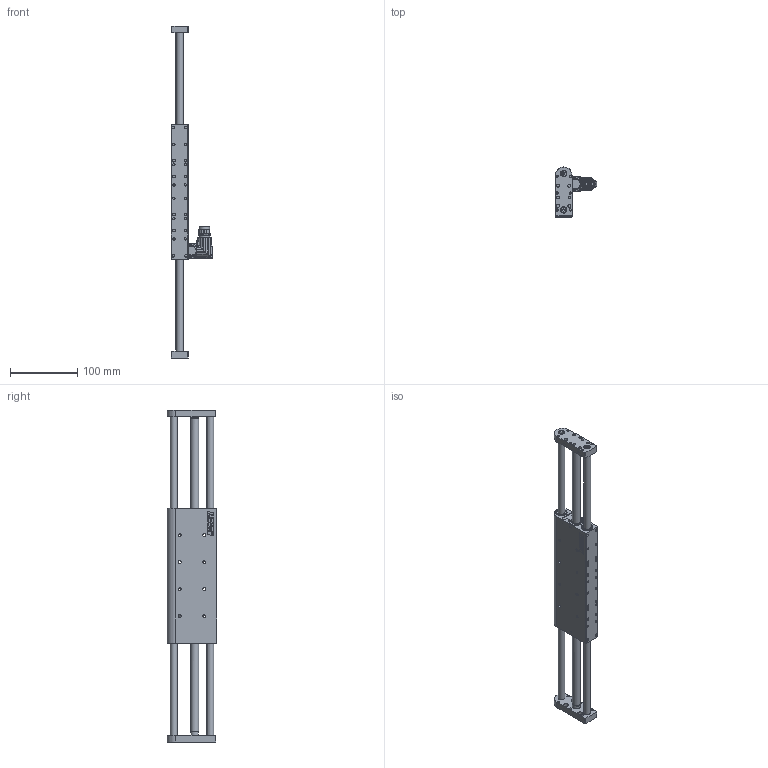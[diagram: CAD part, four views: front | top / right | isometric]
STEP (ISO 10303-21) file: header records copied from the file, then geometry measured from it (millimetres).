
FILE_DESCRIPTION (( 'STEP AP214' ), '1' );
FILE_NAME ('0186-2125_250204_DM01-23x160H-XP-R-270.STEP', '2025-02-04T08:57:46', ( '' ), ( '' ), 'SwSTEP 2.0', 'SolidWorks 2024', '' );
FILE_SCHEMA (( 'AUTOMOTIVE_DESIGN' ));
Length unit declared in the file: millimetre
Products named in the file (20): 0180-1530_DL01-10x...-2M5_DL01-10x476; Läufer_beweglich_DM01-23x160H-XP-R-270; 112739-7; 0230-1137_Gew.-Stift_I-6kt_R-sch_M4x4_INOX_A4; 0186-2125_250204_DM01-23x160H-XP-R-270; 0230-0035_zyl.-schr._i-6kt_M5x14_8.8_v-b; 0230-1088_Gew.-Stift_I-6kt_K-k_M2,5x3_INOX; DSB01k-23x200; 0186-2271_PL01-12x480!440-XP; 0150-4086_PAW01-12-LF_PAW01-12; MC01-Rw!m_fuss_Fuss; 0180-2699_DM01k-23-AGS; 0230-0332_Lins.-Schr_I-6rd_M2.5x6_INOX-Tuf; 0230-1198_Gew.-Stift_I-6kt_K-k_M6x6_v-b; 0150-3128_MC01-Rw!m_GANZ; 0230-0680_Zyl.-Schr_I-6kt_n-K_M5x14_8.8_v-b; 0230-0691_Linearkugellager_LBBR_12-LS-LGFP; DM01h-23x160H-XP-R; 0180-1841_DM01k-23-H; 0180-1484_DM01k-23
Assembly tree (38 placements, depth 4):
  0186-2125_250204_DM01-23x160H-XP-R-270
    DM01h-23x160H-XP-R
      DSB01k-23x200
      0230-1137_Gew.-Stift_I-6kt_R-sch_M4x4_INOX_A4  x5
      0150-3128_MC01-Rw!m_GANZ
        112739-7
        MC01-Rw!m_fuss_Fuss
      0230-0332_Lins.-Schr_I-6rd_M2.5x6_INOX-Tuf  x4
      0230-0691_Linearkugellager_LBBR_12-LS-LGFP  x4
      0180-2699_DM01k-23-AGS  x2
      0150-4086_PAW01-12-LF_PAW01-12  x2
      0230-1088_Gew.-Stift_I-6kt_K-k_M2,5x3_INOX
      0230-1198_Gew.-Stift_I-6kt_K-k_M6x6_v-b  x4
    Läufer_beweglich_DM01-23x160H-XP-R-270
      0180-1484_DM01k-23
      0180-1530_DL01-10x...-2M5_DL01-10x476  x2
      0186-2271_PL01-12x480!440-XP
      0180-1841_DM01k-23-H
      0230-0035_zyl.-schr._i-6kt_M5x14_8.8_v-b  x4
      0230-0680_Zyl.-Schr_I-6kt_n-K_M5x14_8.8_v-b
Bounding box: 61.55 x 74 x 492 mm (x, y, z)
Volume: 436153.2 mm3; surface area: 178075.1 mm2
Topology: 44 solids, 44 shells, 3043 faces, 7435 edges, 4565 vertices
Faces by surface type: plane 1078, cylinder 816, bspline 593, cone 491, torus 64, sphere 1
Full cylindrical faces by diameter (mm): 0.6 x5, 1 x4, 1.1 x5, 2.05 x5, 2.1 x4, 2.5 x6, 2.501 x48, 2.7 x4, 3.2 x3, 3.3 x40, 4 x40, 4.2 x6, 4.3 x4, 4.5 x8, 4.6 x4, 4.8 x1, 5 x85, 5.3 x5, 6 x20, 7.3 x8, 8.5 x5, 9.5 x4, 10 x17, 11.5 x1, 12 x6, 12.5 x2, 13.4 x2, 14 x16, 14.2 x1, 15.2 x1
Entity records: 91891 total; most frequent: CARTESIAN_POINT 42694, ORIENTED_EDGE 9050, DIRECTION 7832, EDGE_CURVE 4525, AXIS2_PLACEMENT_3D 3056, VERTEX_POINT 3042, EDGE_LOOP 2649, FACE_OUTER_BOUND 2267
